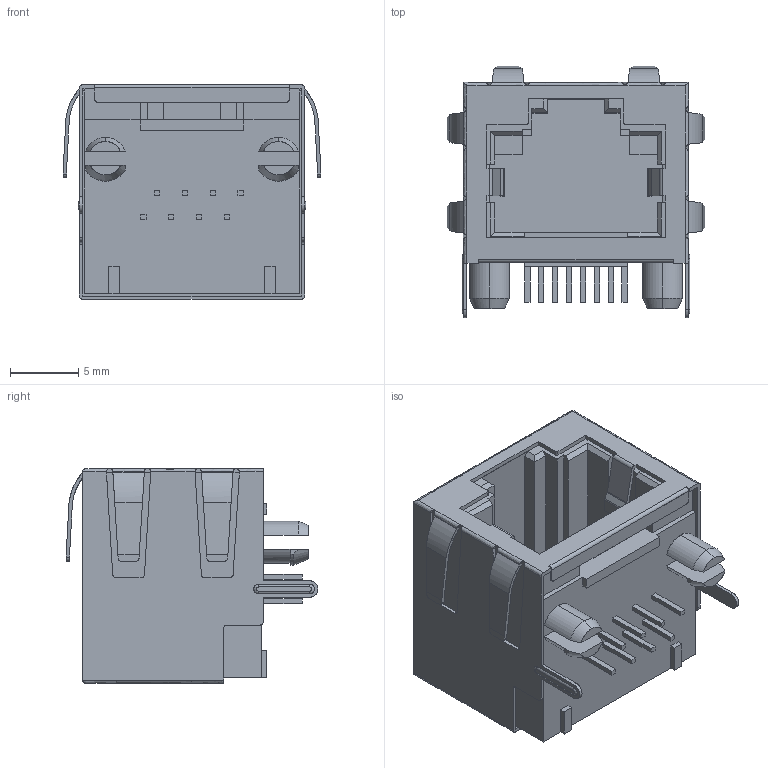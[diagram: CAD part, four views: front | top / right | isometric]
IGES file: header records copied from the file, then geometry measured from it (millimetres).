
Start section: SolidWorks IGES file using analytic representation for surfaces
Global section: file name: GWX-S9-88_rA6.IGS; native system: SolidWorks 2012; preprocessor: SolidWorks 2012; author: Daniel; date: 130501.132105; units: millimetre
Bounding box: 18.9 x 18.45 x 15.75 mm (x, y, z)
Surface area: 3592.8 mm2 (no closed solid volume)
Topology: 0 solids, 0 shells, 393 faces, 2848 edges, 2848 vertices
Faces by surface type: bspline 260, revolution 133
